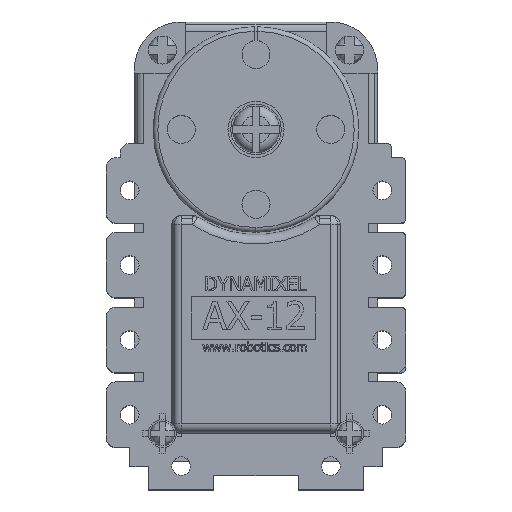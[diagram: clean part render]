
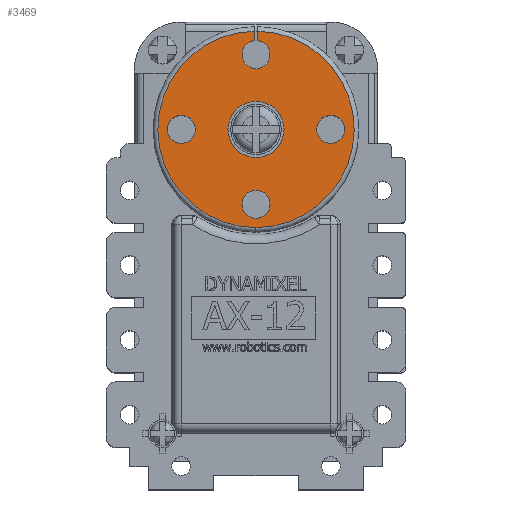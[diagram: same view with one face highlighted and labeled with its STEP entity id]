
A CAD part, top view. The second image highlights one B-rep face of the part: STEP entity #3469.
In plain terms, the highlighted planar face has unit normal (0, 0, 1).
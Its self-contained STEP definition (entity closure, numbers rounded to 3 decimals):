
#313 = DIRECTION ( 'NONE',  ( 0., 0., -1. ) ) ;
#1102 = CARTESIAN_POINT ( 'NONE',  ( 24., -11.5, 37. ) ) ;
#1380 = CARTESIAN_POINT ( 'NONE',  ( 16., -11.5, 37. ) ) ;
#1536 = VERTEX_POINT ( 'NONE', #36737 ) ;
#1879 = VERTEX_POINT ( 'NONE', #36690 ) ;
#2119 = EDGE_LOOP ( 'NONE', ( #16804, #19894 ) ) ;
#3469 = ADVANCED_FACE ( 'NONE', ( #16300, #4285, #10284, #25400, #16113 ), #37223, .T. ) ;
#3919 = ORIENTED_EDGE ( 'NONE', *, *, #20372, .T. ) ;
#4285 = FACE_BOUND ( 'NONE', #14790, .T. ) ;
#5408 = DIRECTION ( 'NONE',  ( -1., 0., 0. ) ) ;
#5771 = CARTESIAN_POINT ( 'NONE',  ( 24., -11.5, 37. ) ) ;
#6118 = AXIS2_PLACEMENT_3D ( 'NONE', #23043, #20135, #5408 ) ;
#6918 = DIRECTION ( 'NONE',  ( -1., 0., 0. ) ) ;
#6923 = CIRCLE ( 'NONE', #16826, 3. ) ;
#7530 = EDGE_CURVE ( 'NONE', #29350, #1536, #37001, .T. ) ;
#8312 = CARTESIAN_POINT ( 'NONE',  ( 16.2, -1.002, 37. ) ) ;
#8622 = DIRECTION ( 'NONE',  ( 0., 0., -1. ) ) ;
#8779 = ORIENTED_EDGE ( 'NONE', *, *, #20502, .T. ) ;
#9014 = EDGE_CURVE ( 'NONE', #17652, #28867, #33941, .T. ) ;
#9429 = DIRECTION ( 'NONE',  ( 0., 0., -1. ) ) ;
#9518 = CARTESIAN_POINT ( 'NONE',  ( 16., -11.5, 37. ) ) ;
#9876 = AXIS2_PLACEMENT_3D ( 'NONE', #23508, #34957, #20416 ) ;
#10284 = FACE_BOUND ( 'NONE', #36576, .T. ) ;
#10301 = EDGE_LOOP ( 'NONE', ( #21896, #27965, #23578, #23940, #13214, #27687 ) ) ;
#10425 = DIRECTION ( 'NONE',  ( 0., 1., 0. ) ) ;
#10461 = CARTESIAN_POINT ( 'NONE',  ( 16., -11.5, 37. ) ) ;
#10738 = CIRCLE ( 'NONE', #21885, 1.5 ) ;
#11299 = VECTOR ( 'NONE', #10425, 1000. ) ;
#11484 = EDGE_CURVE ( 'NONE', #26709, #20144, #10738, .T. ) ;
#12130 = CARTESIAN_POINT ( 'NONE',  ( 16., -19.5, 37. ) ) ;
#12428 = CIRCLE ( 'NONE', #19214, 3. ) ;
#12596 = CIRCLE ( 'NONE', #18166, 10.5 ) ;
#13061 = AXIS2_PLACEMENT_3D ( 'NONE', #17670, #29682, #38194 ) ;
#13205 = DIRECTION ( 'NONE',  ( 1., 0., 0. ) ) ;
#13214 = ORIENTED_EDGE ( 'NONE', *, *, #19019, .T. ) ;
#13948 = DIRECTION ( 'NONE',  ( 0., 0., -1. ) ) ;
#14656 = EDGE_CURVE ( 'NONE', #14991, #1879, #31102, .T. ) ;
#14790 = EDGE_LOOP ( 'NONE', ( #3919, #25522 ) ) ;
#14870 = DIRECTION ( 'NONE',  ( 0., -1., 0. ) ) ;
#14879 = CARTESIAN_POINT ( 'NONE',  ( 15.8, -1.002, 37. ) ) ;
#14991 = VERTEX_POINT ( 'NONE', #8312 ) ;
#15070 = VERTEX_POINT ( 'NONE', #37581 ) ;
#15307 = CARTESIAN_POINT ( 'NONE',  ( 19., -11.5, 37. ) ) ;
#15720 = DIRECTION ( 'NONE',  ( 0., -1., 0. ) ) ;
#15877 = EDGE_CURVE ( 'NONE', #14991, #28941, #31105, .T. ) ;
#16113 = FACE_BOUND ( 'NONE', #2119, .T. ) ;
#16300 = FACE_OUTER_BOUND ( 'NONE', #10301, .T. ) ;
#16377 = CARTESIAN_POINT ( 'NONE',  ( 16.2, -6.001, 37. ) ) ;
#16682 = VERTEX_POINT ( 'NONE', #25958 ) ;
#16804 = ORIENTED_EDGE ( 'NONE', *, *, #33404, .T. ) ;
#16826 = AXIS2_PLACEMENT_3D ( 'NONE', #9518, #21338, #33350 ) ;
#17059 = EDGE_CURVE ( 'NONE', #28941, #16682, #25520, .T. ) ;
#17652 = VERTEX_POINT ( 'NONE', #21724 ) ;
#17670 = CARTESIAN_POINT ( 'NONE',  ( 16., -3.5, 37. ) ) ;
#18115 = CARTESIAN_POINT ( 'NONE',  ( 17.5, -19.5, 37. ) ) ;
#18166 = AXIS2_PLACEMENT_3D ( 'NONE', #35407, #9429, #14870 ) ;
#19019 = EDGE_CURVE ( 'NONE', #15070, #19163, #23001, .T. ) ;
#19163 = VERTEX_POINT ( 'NONE', #14879 ) ;
#19214 = AXIS2_PLACEMENT_3D ( 'NONE', #34104, #13948, #37590 ) ;
#19361 = AXIS2_PLACEMENT_3D ( 'NONE', #10461, #22279, #15720 ) ;
#19894 = ORIENTED_EDGE ( 'NONE', *, *, #33271, .T. ) ;
#20135 = DIRECTION ( 'NONE',  ( 0., 0., -1. ) ) ;
#20144 = VERTEX_POINT ( 'NONE', #22252 ) ;
#20372 = EDGE_CURVE ( 'NONE', #1536, #29350, #25081, .T. ) ;
#20416 = DIRECTION ( 'NONE',  ( -1., 0., 0. ) ) ;
#20502 = EDGE_CURVE ( 'NONE', #28867, #17652, #23879, .T. ) ;
#20689 = CARTESIAN_POINT ( 'NONE',  ( 16.2, -2.013, 37. ) ) ;
#20751 = AXIS2_PLACEMENT_3D ( 'NONE', #5771, #23590, #35422 ) ;
#21338 = DIRECTION ( 'NONE',  ( 0., 0., -1. ) ) ;
#21554 = ORIENTED_EDGE ( 'NONE', *, *, #30397, .T. ) ;
#21724 = CARTESIAN_POINT ( 'NONE',  ( 9.5, -11.5, 37. ) ) ;
#21834 = DIRECTION ( 'NONE',  ( -1., 0., 0. ) ) ;
#21885 = AXIS2_PLACEMENT_3D ( 'NONE', #12130, #313, #36146 ) ;
#21896 = ORIENTED_EDGE ( 'NONE', *, *, #14656, .F. ) ;
#22001 = EDGE_LOOP ( 'NONE', ( #21554, #26550 ) ) ;
#22252 = CARTESIAN_POINT ( 'NONE',  ( 14.5, -19.5, 37. ) ) ;
#22279 = DIRECTION ( 'NONE',  ( 0., 0., -1. ) ) ;
#22770 = EDGE_CURVE ( 'NONE', #1879, #19163, #12596, .T. ) ;
#23001 = LINE ( 'NONE', #34828, #11299 ) ;
#23043 = CARTESIAN_POINT ( 'NONE',  ( 8., -11.5, 37. ) ) ;
#23293 = VERTEX_POINT ( 'NONE', #24859 ) ;
#23327 = DIRECTION ( 'NONE',  ( -1., 0., 0. ) ) ;
#23508 = CARTESIAN_POINT ( 'NONE',  ( 16., -19.5, 37. ) ) ;
#23562 = CIRCLE ( 'NONE', #13061, 1.5 ) ;
#23578 = ORIENTED_EDGE ( 'NONE', *, *, #17059, .T. ) ;
#23590 = DIRECTION ( 'NONE',  ( 0., 0., -1. ) ) ;
#23879 = CIRCLE ( 'NONE', #31925, 1.5 ) ;
#23940 = ORIENTED_EDGE ( 'NONE', *, *, #31960, .T. ) ;
#24056 = VERTEX_POINT ( 'NONE', #15307 ) ;
#24859 = CARTESIAN_POINT ( 'NONE',  ( 13., -11.5, 37. ) ) ;
#25081 = CIRCLE ( 'NONE', #20751, 1.5 ) ;
#25400 = FACE_BOUND ( 'NONE', #22001, .T. ) ;
#25501 = CARTESIAN_POINT ( 'NONE',  ( 25.5, -11.5, 37. ) ) ;
#25520 = CIRCLE ( 'NONE', #33574, 1.5 ) ;
#25522 = ORIENTED_EDGE ( 'NONE', *, *, #7530, .T. ) ;
#25958 = CARTESIAN_POINT ( 'NONE',  ( 16., -5., 37. ) ) ;
#26550 = ORIENTED_EDGE ( 'NONE', *, *, #11484, .T. ) ;
#26646 = AXIS2_PLACEMENT_3D ( 'NONE', #1380, #28107, #13205 ) ;
#26709 = VERTEX_POINT ( 'NONE', #18115 ) ;
#27108 = AXIS2_PLACEMENT_3D ( 'NONE', #1102, #36562, #6918 ) ;
#27221 = CIRCLE ( 'NONE', #9876, 1.5 ) ;
#27635 = CARTESIAN_POINT ( 'NONE',  ( 8., -11.5, 37. ) ) ;
#27687 = ORIENTED_EDGE ( 'NONE', *, *, #22770, .F. ) ;
#27835 = DIRECTION ( 'NONE',  ( 0., 0., -1. ) ) ;
#27965 = ORIENTED_EDGE ( 'NONE', *, *, #15877, .T. ) ;
#28107 = DIRECTION ( 'NONE',  ( 0., 0., 1. ) ) ;
#28184 = DIRECTION ( 'NONE',  ( 0., -1., 0. ) ) ;
#28867 = VERTEX_POINT ( 'NONE', #38124 ) ;
#28941 = VERTEX_POINT ( 'NONE', #20689 ) ;
#29350 = VERTEX_POINT ( 'NONE', #25501 ) ;
#29682 = DIRECTION ( 'NONE',  ( 0., 0., -1. ) ) ;
#30397 = EDGE_CURVE ( 'NONE', #20144, #26709, #27221, .T. ) ;
#31102 = CIRCLE ( 'NONE', #19361, 10.5 ) ;
#31105 = LINE ( 'NONE', #16377, #37185 ) ;
#31925 = AXIS2_PLACEMENT_3D ( 'NONE', #27635, #27835, #21834 ) ;
#31960 = EDGE_CURVE ( 'NONE', #16682, #15070, #23562, .T. ) ;
#32415 = ORIENTED_EDGE ( 'NONE', *, *, #9014, .T. ) ;
#32647 = CARTESIAN_POINT ( 'NONE',  ( 16., -3.5, 37. ) ) ;
#33271 = EDGE_CURVE ( 'NONE', #24056, #23293, #6923, .T. ) ;
#33350 = DIRECTION ( 'NONE',  ( -1., 0., 0. ) ) ;
#33404 = EDGE_CURVE ( 'NONE', #23293, #24056, #12428, .T. ) ;
#33574 = AXIS2_PLACEMENT_3D ( 'NONE', #32647, #8622, #23327 ) ;
#33941 = CIRCLE ( 'NONE', #6118, 1.5 ) ;
#34104 = CARTESIAN_POINT ( 'NONE',  ( 16., -11.5, 37. ) ) ;
#34828 = CARTESIAN_POINT ( 'NONE',  ( 15.8, -6.757, 37. ) ) ;
#34957 = DIRECTION ( 'NONE',  ( 0., 0., -1. ) ) ;
#35407 = CARTESIAN_POINT ( 'NONE',  ( 16., -11.5, 37. ) ) ;
#35422 = DIRECTION ( 'NONE',  ( -1., 0., 0. ) ) ;
#36146 = DIRECTION ( 'NONE',  ( -1., 0., 0. ) ) ;
#36562 = DIRECTION ( 'NONE',  ( 0., 0., -1. ) ) ;
#36576 = EDGE_LOOP ( 'NONE', ( #8779, #32415 ) ) ;
#36690 = CARTESIAN_POINT ( 'NONE',  ( 16., -22., 37. ) ) ;
#36737 = CARTESIAN_POINT ( 'NONE',  ( 22.5, -11.5, 37. ) ) ;
#37001 = CIRCLE ( 'NONE', #27108, 1.5 ) ;
#37185 = VECTOR ( 'NONE', #28184, 1000. ) ;
#37223 = PLANE ( 'NONE',  #26646 ) ;
#37581 = CARTESIAN_POINT ( 'NONE',  ( 15.8, -2.013, 37. ) ) ;
#37590 = DIRECTION ( 'NONE',  ( -1., 0., 0. ) ) ;
#38124 = CARTESIAN_POINT ( 'NONE',  ( 6.5, -11.5, 37. ) ) ;
#38194 = DIRECTION ( 'NONE',  ( -1., 0., 0. ) ) ;
